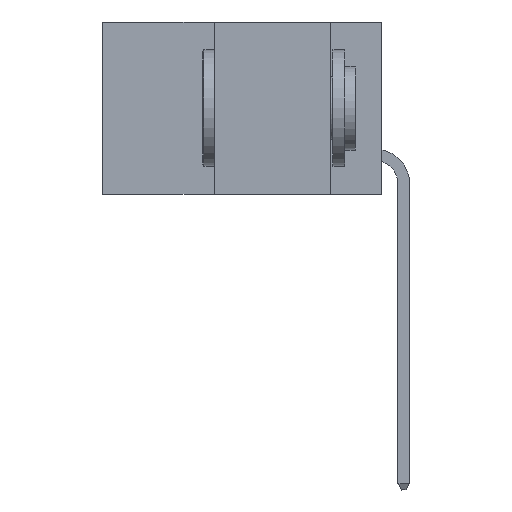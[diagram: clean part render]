
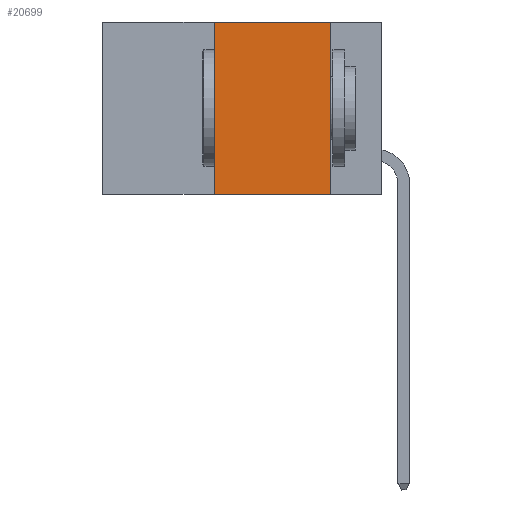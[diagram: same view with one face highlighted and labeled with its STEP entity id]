
A CAD part, left-side view. The second image highlights one B-rep face of the part: STEP entity #20699.
In plain terms, the highlighted planar face has unit normal (-1, 0, 0).
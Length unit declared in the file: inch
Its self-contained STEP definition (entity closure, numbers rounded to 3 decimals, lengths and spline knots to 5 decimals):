
#268 = EDGE_CURVE ( 'NONE', #2088, #16089, #5576, .T. ) ;
#753 = PLANE ( 'NONE',  #6445 ) ;
#759 = CARTESIAN_POINT ( 'NONE',  ( 0., 0.11, -0.37 ) ) ;
#2088 = VERTEX_POINT ( 'NONE', #12765 ) ;
#4022 = ORIENTED_EDGE ( 'NONE', *, *, #19937, .T. ) ;
#4909 = ORIENTED_EDGE ( 'NONE', *, *, #24245, .F. ) ;
#5576 = LINE ( 'NONE', #12573, #12715 ) ;
#6250 = VECTOR ( 'NONE', #10727, 39.37008 ) ;
#6445 = AXIS2_PLACEMENT_3D ( 'NONE', #6901, #12708, #24841 ) ;
#6839 = CARTESIAN_POINT ( 'NONE',  ( 0., 0.6, -0.37 ) ) ;
#6901 = CARTESIAN_POINT ( 'NONE',  ( 0., 0.6, 0. ) ) ;
#7300 = CARTESIAN_POINT ( 'NONE',  ( 0., 0.36, -0.37 ) ) ;
#8198 = DIRECTION ( 'NONE',  ( 0., 0., 1. ) ) ;
#8997 = VECTOR ( 'NONE', #13812, 39.37008 ) ;
#9208 = EDGE_LOOP ( 'NONE', ( #16185, #24545, #4909, #4022 ) ) ;
#9444 = VECTOR ( 'NONE', #8198, 39.37008 ) ;
#9671 = CARTESIAN_POINT ( 'NONE',  ( 0., 0.36, 0. ) ) ;
#10727 = DIRECTION ( 'NONE',  ( 0., -1., 0. ) ) ;
#12573 = CARTESIAN_POINT ( 'NONE',  ( 0., 0.11, 0. ) ) ;
#12673 = DIRECTION ( 'NONE',  ( 0., 0., -1. ) ) ;
#12679 = VERTEX_POINT ( 'NONE', #7300 ) ;
#12708 = DIRECTION ( 'NONE',  ( 1., 0., 0. ) ) ;
#12715 = VECTOR ( 'NONE', #12673, 39.37008 ) ;
#12765 = CARTESIAN_POINT ( 'NONE',  ( 0., 0.11, 0. ) ) ;
#12767 = LINE ( 'NONE', #6839, #6250 ) ;
#13168 = VERTEX_POINT ( 'NONE', #25638 ) ;
#13812 = DIRECTION ( 'NONE',  ( 0., -1., 0. ) ) ;
#14287 = LINE ( 'NONE', #25695, #8997 ) ;
#14642 = EDGE_CURVE ( 'NONE', #13168, #2088, #14287, .T. ) ;
#16089 = VERTEX_POINT ( 'NONE', #759 ) ;
#16185 = ORIENTED_EDGE ( 'NONE', *, *, #268, .F. ) ;
#17355 = FACE_OUTER_BOUND ( 'NONE', #9208, .T. ) ;
#19937 = EDGE_CURVE ( 'NONE', #12679, #16089, #12767, .T. ) ;
#20699 = ADVANCED_FACE ( 'NONE', ( #17355 ), #753, .F. ) ;
#23716 = LINE ( 'NONE', #9671, #9444 ) ;
#24245 = EDGE_CURVE ( 'NONE', #12679, #13168, #23716, .T. ) ;
#24545 = ORIENTED_EDGE ( 'NONE', *, *, #14642, .F. ) ;
#24841 = DIRECTION ( 'NONE',  ( 0., 0., -1. ) ) ;
#25638 = CARTESIAN_POINT ( 'NONE',  ( 0., 0.36, 0. ) ) ;
#25695 = CARTESIAN_POINT ( 'NONE',  ( 0., 0.6, 0. ) ) ;
